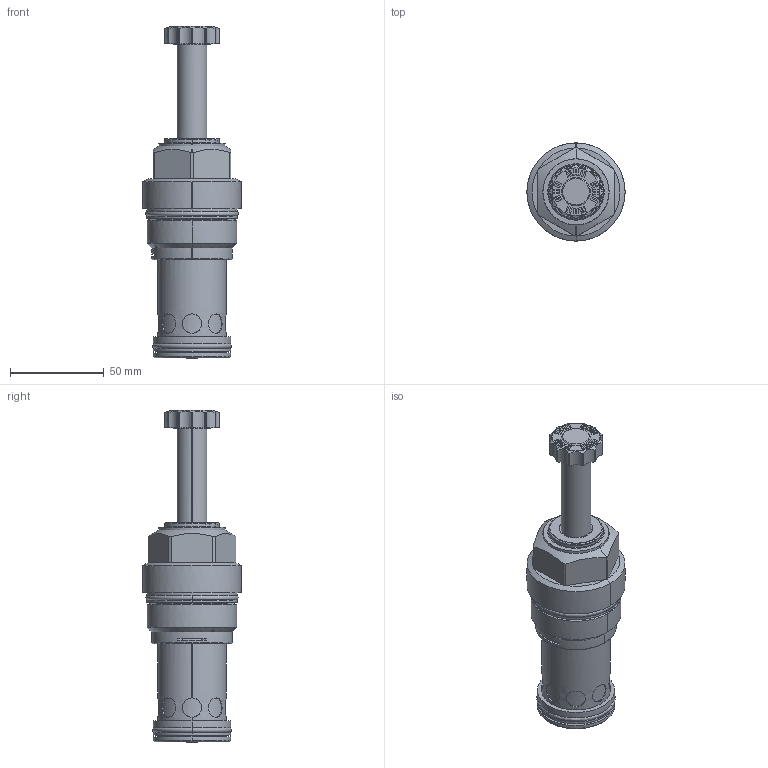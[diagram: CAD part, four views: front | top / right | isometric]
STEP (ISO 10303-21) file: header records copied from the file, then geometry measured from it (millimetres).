
FILE_DESCRIPTION((''),'2;1');
FILE_NAME('DFFJXCN_SW_PRT','2020-08-27T',('charlief'),(''),'PRO/ENGINEER BY PARAMETRIC TECHNOLOGY CORPORATION, 2016010','PRO/ENGINEER BY PARAMETRIC TECHNOLOGY CORPORATION, 2016010','');
FILE_SCHEMA(('CONFIG_CONTROL_DESIGN'));
Products named in the file (1): DFFJXCN_SW_PRT
Bounding box: 52.3 x 52.3 x 176.96 mm (x, y, z)
Surface area: 34258.5 mm2 (no closed solid volume)
Topology: 0 solids, 0 shells, 404 faces, 2036 edges, 2022 vertices
Faces by surface type: bspline 384, torus 20
Entity records: 62671 total; most frequent: CARTESIAN_POINT 44746, DIRECTION 2741, TRIMMED_CURVE 2404, VECTOR 2107, LINE 2107, DEFINITIONAL_REPRESENTATION 2012, PCURVE 2012, COMPOSITE_CURVE_SEGMENT 2012
